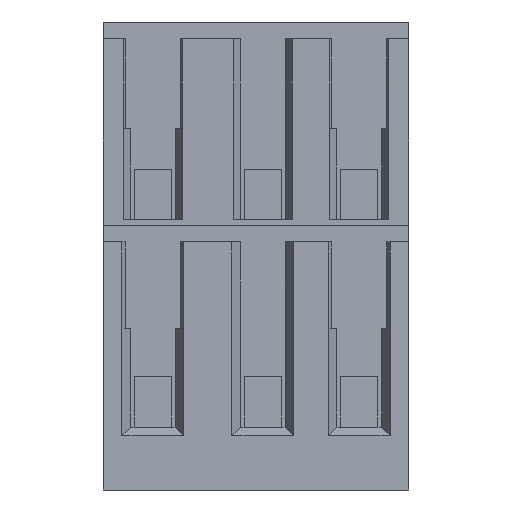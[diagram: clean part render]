
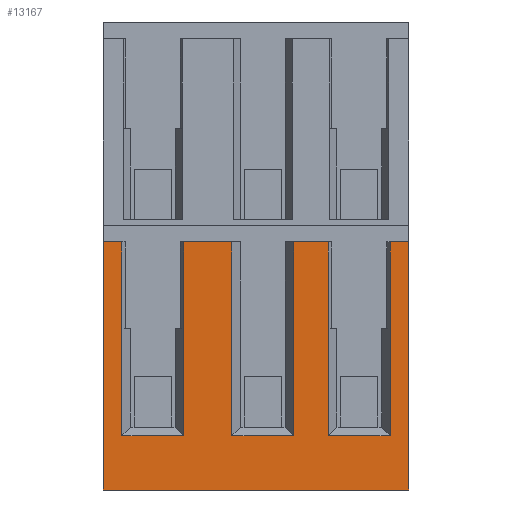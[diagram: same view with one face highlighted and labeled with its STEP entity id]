
A CAD part, left-side view. The second image highlights one B-rep face of the part: STEP entity #13167.
In plain terms, the highlighted planar face has unit normal (-1, 0, 0).
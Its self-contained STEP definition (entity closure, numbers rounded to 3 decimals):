
#561=FACE_OUTER_BOUND('',#1299,.T.);
#1299=EDGE_LOOP('',(#10679,#10680,#10681,#10682,#10683,#10684,#10685,#10686,
#10687,#10688,#10689,#10690,#10691,#10692,#10693,#10694));
#1782=LINE('',#17845,#3507);
#2513=LINE('',#19516,#4238);
#2891=LINE('',#20338,#4616);
#2933=LINE('',#20425,#4658);
#2935=LINE('',#20429,#4660);
#2937=LINE('',#20433,#4662);
#2938=LINE('',#20434,#4663);
#2939=LINE('',#20436,#4664);
#2940=LINE('',#20438,#4665);
#2941=LINE('',#20440,#4666);
#2942=LINE('',#20442,#4667);
#2943=LINE('',#20444,#4668);
#2944=LINE('',#20445,#4669);
#2945=LINE('',#20446,#4670);
#2946=LINE('',#20448,#4671);
#2947=LINE('',#20449,#4672);
#3507=VECTOR('',#14355,22.1);
#4238=VECTOR('',#15796,22.1);
#4616=VECTOR('',#16504,5.501);
#4658=VECTOR('',#16584,5.501);
#4660=VECTOR('',#16588,17.247);
#4662=VECTOR('',#16592,17.247);
#4663=VECTOR('',#16593,3.099);
#4664=VECTOR('',#16594,17.247);
#4665=VECTOR('',#16595,4.299);
#4666=VECTOR('',#16596,17.247);
#4667=VECTOR('',#16597,5.501);
#4668=VECTOR('',#16598,17.247);
#4669=VECTOR('',#16599,1.65);
#4670=VECTOR('',#16600,27.2);
#4671=VECTOR('',#16601,1.65);
#4672=VECTOR('',#16602,17.247);
#5232=VERTEX_POINT('',#17842);
#5233=VERTEX_POINT('',#17844);
#5817=VERTEX_POINT('',#19513);
#5818=VERTEX_POINT('',#19515);
#6096=VERTEX_POINT('',#20335);
#6097=VERTEX_POINT('',#20337);
#6122=VERTEX_POINT('',#20422);
#6123=VERTEX_POINT('',#20424);
#6124=VERTEX_POINT('',#20428);
#6125=VERTEX_POINT('',#20432);
#6126=VERTEX_POINT('',#20435);
#6127=VERTEX_POINT('',#20437);
#6128=VERTEX_POINT('',#20439);
#6129=VERTEX_POINT('',#20441);
#6130=VERTEX_POINT('',#20443);
#6131=VERTEX_POINT('',#20447);
#6470=EDGE_CURVE('',#5232,#5233,#1782,.T.);
#7294=EDGE_CURVE('',#5818,#5817,#2513,.T.);
#7708=EDGE_CURVE('',#6097,#6096,#2891,.T.);
#7750=EDGE_CURVE('',#6123,#6122,#2933,.T.);
#7752=EDGE_CURVE('',#6124,#6123,#2935,.T.);
#7754=EDGE_CURVE('',#6096,#6125,#2937,.T.);
#7755=EDGE_CURVE('',#6125,#6124,#2938,.T.);
#7756=EDGE_CURVE('',#6122,#6126,#2939,.T.);
#7757=EDGE_CURVE('',#6126,#6127,#2940,.T.);
#7758=EDGE_CURVE('',#6127,#6128,#2941,.T.);
#7759=EDGE_CURVE('',#6128,#6129,#2942,.T.);
#7760=EDGE_CURVE('',#6129,#6130,#2943,.T.);
#7761=EDGE_CURVE('',#6130,#5233,#2944,.T.);
#7762=EDGE_CURVE('',#5232,#5818,#2945,.T.);
#7763=EDGE_CURVE('',#5817,#6131,#2946,.T.);
#7764=EDGE_CURVE('',#6131,#6097,#2947,.T.);
#10679=ORIENTED_EDGE('',*,*,#7708,.T.);
#10680=ORIENTED_EDGE('',*,*,#7754,.T.);
#10681=ORIENTED_EDGE('',*,*,#7755,.T.);
#10682=ORIENTED_EDGE('',*,*,#7752,.T.);
#10683=ORIENTED_EDGE('',*,*,#7750,.T.);
#10684=ORIENTED_EDGE('',*,*,#7756,.T.);
#10685=ORIENTED_EDGE('',*,*,#7757,.T.);
#10686=ORIENTED_EDGE('',*,*,#7758,.T.);
#10687=ORIENTED_EDGE('',*,*,#7759,.T.);
#10688=ORIENTED_EDGE('',*,*,#7760,.T.);
#10689=ORIENTED_EDGE('',*,*,#7761,.T.);
#10690=ORIENTED_EDGE('',*,*,#6470,.F.);
#10691=ORIENTED_EDGE('',*,*,#7762,.T.);
#10692=ORIENTED_EDGE('',*,*,#7294,.T.);
#10693=ORIENTED_EDGE('',*,*,#7763,.T.);
#10694=ORIENTED_EDGE('',*,*,#7764,.T.);
#12491=PLANE('',#14001);
#13167=ADVANCED_FACE('',(#561),#12491,.T.);
#14001=AXIS2_PLACEMENT_3D('',#20431,#16590,#16591);
#14355=DIRECTION('',(0.,0.,1.));
#15796=DIRECTION('',(0.,0.,1.));
#16504=DIRECTION('',(0.,1.,0.));
#16584=DIRECTION('',(0.,1.,0.));
#16588=DIRECTION('',(0.,0.,-1.));
#16590=DIRECTION('center_axis',(-1.,0.,0.));
#16591=DIRECTION('ref_axis',(0.,0.,1.));
#16592=DIRECTION('',(0.,0.,1.));
#16593=DIRECTION('',(0.,1.,0.));
#16594=DIRECTION('',(0.,0.,1.));
#16595=DIRECTION('',(0.,1.,0.));
#16596=DIRECTION('',(0.,0.,-1.));
#16597=DIRECTION('',(0.,1.,0.));
#16598=DIRECTION('',(0.,0.,1.));
#16599=DIRECTION('',(0.,1.,0.));
#16600=DIRECTION('',(0.,-1.,0.));
#16601=DIRECTION('',(0.,1.,0.));
#16602=DIRECTION('',(0.,0.,-1.));
#17842=CARTESIAN_POINT('',(-37.,13.6,-41.7));
#17844=CARTESIAN_POINT('',(-37.,13.6,-19.6));
#17845=CARTESIAN_POINT('',(-37.,13.6,-41.7));
#19513=CARTESIAN_POINT('',(-37.,-13.6,-19.6));
#19515=CARTESIAN_POINT('',(-37.,-13.6,-41.7));
#19516=CARTESIAN_POINT('',(-37.,-13.6,-41.7));
#20335=CARTESIAN_POINT('',(-37.,-6.45,-36.847));
#20337=CARTESIAN_POINT('',(-37.,-11.951,-36.847));
#20338=CARTESIAN_POINT('',(-37.,-11.951,-36.847));
#20422=CARTESIAN_POINT('',(-37.,2.151,-36.847));
#20424=CARTESIAN_POINT('',(-37.,-3.35,-36.847));
#20425=CARTESIAN_POINT('',(-37.,-3.35,-36.847));
#20428=CARTESIAN_POINT('',(-37.,-3.35,-19.6));
#20429=CARTESIAN_POINT('',(-37.,-3.35,-19.6));
#20431=CARTESIAN_POINT('Origin',(-37.,13.6,-41.7));
#20432=CARTESIAN_POINT('',(-37.,-6.45,-19.6));
#20433=CARTESIAN_POINT('',(-37.,-6.45,-36.847));
#20434=CARTESIAN_POINT('',(-37.,-6.45,-19.6));
#20435=CARTESIAN_POINT('',(-37.,2.151,-19.6));
#20436=CARTESIAN_POINT('',(-37.,2.151,-36.847));
#20437=CARTESIAN_POINT('',(-37.,6.45,-19.6));
#20438=CARTESIAN_POINT('',(-37.,2.151,-19.6));
#20439=CARTESIAN_POINT('',(-37.,6.45,-36.847));
#20440=CARTESIAN_POINT('',(-37.,6.45,-19.6));
#20441=CARTESIAN_POINT('',(-37.,11.951,-36.847));
#20442=CARTESIAN_POINT('',(-37.,6.45,-36.847));
#20443=CARTESIAN_POINT('',(-37.,11.951,-19.6));
#20444=CARTESIAN_POINT('',(-37.,11.951,-36.847));
#20445=CARTESIAN_POINT('',(-37.,11.951,-19.6));
#20446=CARTESIAN_POINT('',(-37.,13.6,-41.7));
#20447=CARTESIAN_POINT('',(-37.,-11.951,-19.6));
#20448=CARTESIAN_POINT('',(-37.,-13.6,-19.6));
#20449=CARTESIAN_POINT('',(-37.,-11.951,-19.6));
